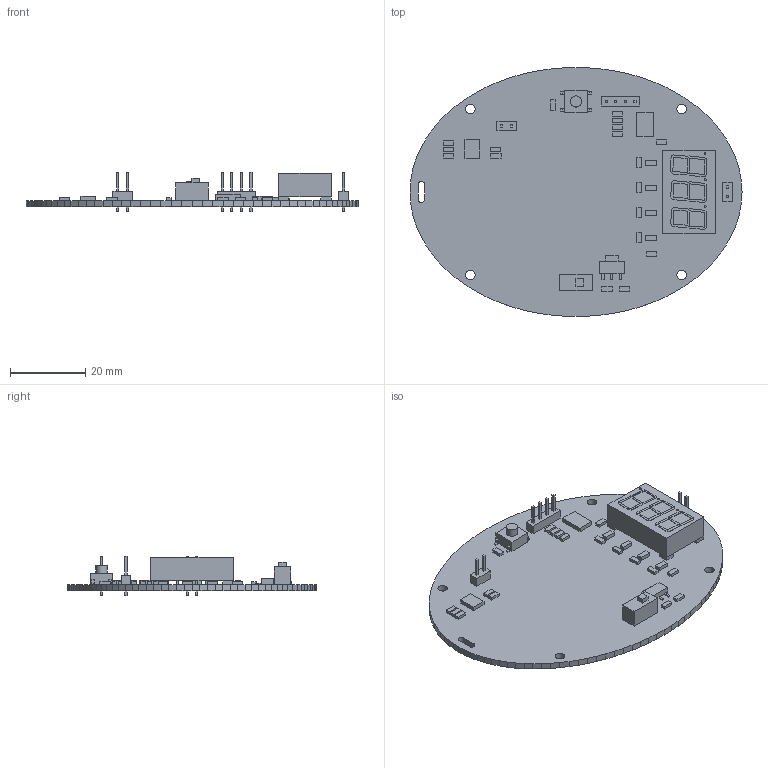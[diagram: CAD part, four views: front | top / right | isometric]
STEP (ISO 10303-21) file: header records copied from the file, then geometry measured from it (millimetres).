
FILE_DESCRIPTION(('Open CASCADE Model'),'2;1');
FILE_NAME('Open CASCADE Shape Model','2015-06-01T17:13:44',('Author'),( 'Open CASCADE'),'Open CASCADE STEP processor 6.2','Open CASCADE 6.2' ,'Unknown');
FILE_SCHEMA(('AUTOMOTIVE_DESIGN { 1 0 10303 214 1 1 1 1 }'));
Length unit declared in the file: millimetre
Products named in the file (103): PCB; Board; SW1; 494407776; Extruded; 692956784; J10; 584483744; 584484256; 584484128; U4; 576031520; U2; 494411104; U1; 494411616; 576030624; 576032032; R10; 692447760; R9; 576007328; R8; R7; R6; R5; R4; R3; R2; R1; PNP4; 576030112; PNP3; PNP2; PNP1; N1; 692943472; 660118432; 692946416; 692943600 ...
Assembly tree (169 placements, depth 4):
  PCB
    Board
    SW1
      494407776
        Extruded
      692956784
        Extruded
    J10
      584483744  x2
        Extruded
      584484256
        Extruded
      584484128  x2
        Extruded
    U4
      576031520
        Extruded
    U2
      494411104
        Extruded
    U1
      494411616
        Extruded
      576030624  x3
        Extruded
      576032032
        Extruded
    R10
      692447760
        Extruded
    R9
      576007328
        Extruded
    R8
      692447760
        Extruded
    R7
      576007328
        Extruded
    R6
      576007328
        Extruded
    R5
      576007328
        Extruded
    R4
      692447760
        Extruded
    R3
      692447760
        Extruded
    R2
      576007328
        Extruded
    R1
      692447760
        Extruded
    PNP4
      576030112
        Extruded
Bounding box: 88 x 66 x 10.47 mm (x, y, z)
Volume: 10093.5 mm3; surface area: 12305.3 mm2
Topology: 103 solids, 103 shells, 802 faces, 1788 edges, 1192 vertices
Faces by surface type: plane 762, cylinder 40
Full cylindrical faces by diameter (mm): 0.5 x3, 0.75 x12, 0.813 x8, 2.5 x4, 3 x1
Entity records: 25859 total; most frequent: CARTESIAN_POINT 4374, DIRECTION 3846, LINE 2598, VECTOR 2598, ORIENTED_EDGE 1836, PCURVE 1836, DEFINITIONAL_REPRESENTATION 1836, EDGE_CURVE 918
